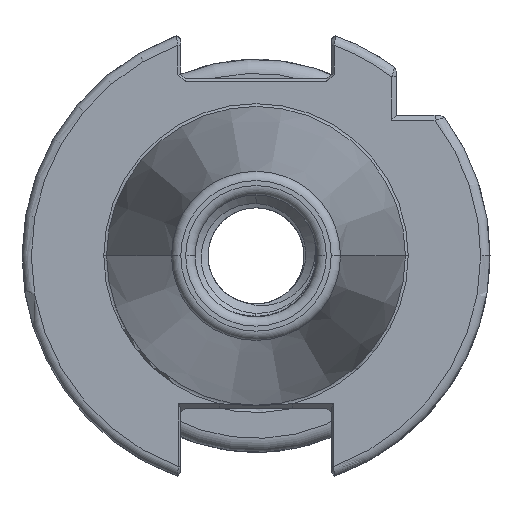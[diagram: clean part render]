
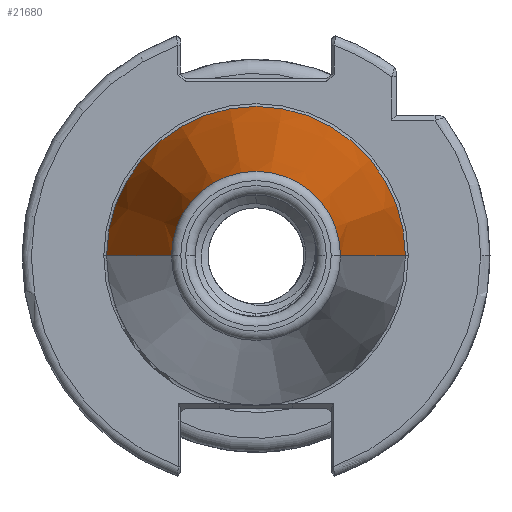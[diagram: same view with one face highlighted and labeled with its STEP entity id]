
A CAD part, left-side view. The second image highlights one B-rep face of the part: STEP entity #21680.
In plain terms, the highlighted conical face has half-angle 8.297 degrees and reference radius 16.342 mm.
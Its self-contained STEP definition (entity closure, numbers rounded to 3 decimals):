
#92 = CIRCLE ( 'NONE', #4475, 15.962 ) ;
#102 = LINE ( 'NONE', #726, #120 ) ;
#120 = VECTOR ( 'NONE', #728, 1000. ) ;
#121 = CIRCLE ( 'NONE', #4469, 9.029 ) ;
#525 = CARTESIAN_POINT ( 'NONE',  ( -2.6, 0., 15.962 ) ) ;
#539 = CARTESIAN_POINT ( 'NONE',  ( -2.6, -15.962, 0. ) ) ;
#566 = CARTESIAN_POINT ( 'NONE',  ( -2.6, 15.962, 0. ) ) ;
#568 = CARTESIAN_POINT ( 'NONE',  ( -50.144, 9.029, 0. ) ) ;
#582 = CARTESIAN_POINT ( 'NONE',  ( -50.144, -9.029, 0. ) ) ;
#726 = CARTESIAN_POINT ( 'NONE',  ( 0., -16.342, 0. ) ) ;
#728 = DIRECTION ( 'NONE',  ( 0.99, -0.144, 0. ) ) ;
#771 = DIRECTION ( 'NONE',  ( 0., -1., 0. ) ) ;
#776 = DIRECTION ( 'NONE',  ( 1., 0., 0. ) ) ;
#806 = CARTESIAN_POINT ( 'NONE',  ( -50.144, 0., 0. ) ) ;
#841 = DIRECTION ( 'NONE',  ( -1., 0., 0. ) ) ;
#842 = CARTESIAN_POINT ( 'NONE',  ( -2.6, 0., 0. ) ) ;
#848 = DIRECTION ( 'NONE',  ( 0., 0., 1. ) ) ;
#1820 = ORIENTED_EDGE ( 'NONE', *, *, #5231, .T. ) ;
#1853 = ORIENTED_EDGE ( 'NONE', *, *, #15627, .T. ) ;
#1855 = ORIENTED_EDGE ( 'NONE', *, *, #15630, .T. ) ;
#1899 = ORIENTED_EDGE ( 'NONE', *, *, #5281, .T. ) ;
#1936 = ORIENTED_EDGE ( 'NONE', *, *, #5229, .F. ) ;
#2911 = AXIS2_PLACEMENT_3D ( 'NONE', #6980, #7002, #7031 ) ;
#4469 = AXIS2_PLACEMENT_3D ( 'NONE', #806, #776, #771 ) ;
#4475 = AXIS2_PLACEMENT_3D ( 'NONE', #842, #841, #848 ) ;
#5029 = AXIS2_PLACEMENT_3D ( 'NONE', #19918, #19952, #19940 ) ;
#5229 = EDGE_CURVE ( 'NONE', #14539, #14540, #16813, .T. ) ;
#5231 = EDGE_CURVE ( 'NONE', #14494, #14540, #16774, .T. ) ;
#5281 = EDGE_CURVE ( 'NONE', #14493, #14494, #92, .T. ) ;
#6980 = CARTESIAN_POINT ( 'NONE',  ( 0., 0., 0. ) ) ;
#7002 = DIRECTION ( 'NONE',  ( 1., 0., 0. ) ) ;
#7031 = DIRECTION ( 'NONE',  ( 0., 1., 0. ) ) ;
#8385 = EDGE_LOOP ( 'NONE', ( #1855, #1853, #1899, #1820, #1936 ) ) ;
#14493 = VERTEX_POINT ( 'NONE', #539 ) ;
#14494 = VERTEX_POINT ( 'NONE', #525 ) ;
#14531 = VERTEX_POINT ( 'NONE', #582 ) ;
#14539 = VERTEX_POINT ( 'NONE', #568 ) ;
#14540 = VERTEX_POINT ( 'NONE', #566 ) ;
#15627 = EDGE_CURVE ( 'NONE', #14531, #14493, #102, .T. ) ;
#15630 = EDGE_CURVE ( 'NONE', #14539, #14531, #121, .T. ) ;
#16774 = CIRCLE ( 'NONE', #5029, 15.962 ) ;
#16810 = VECTOR ( 'NONE', #20481, 1000. ) ;
#16813 = LINE ( 'NONE', #20477, #16810 ) ;
#19918 = CARTESIAN_POINT ( 'NONE',  ( -2.6, 0., 0. ) ) ;
#19940 = DIRECTION ( 'NONE',  ( 0., 0., 1. ) ) ;
#19952 = DIRECTION ( 'NONE',  ( -1., 0., 0. ) ) ;
#20477 = CARTESIAN_POINT ( 'NONE',  ( 0., 16.342, 0. ) ) ;
#20481 = DIRECTION ( 'NONE',  ( 0.99, 0.144, 0. ) ) ;
#21680 = ADVANCED_FACE ( 'NONE', ( #23229 ), #23201, .T. ) ;
#23201 = CONICAL_SURFACE ( 'NONE', #2911, 16.342, 0.145 ) ;
#23229 = FACE_OUTER_BOUND ( 'NONE', #8385, .T. ) ;
